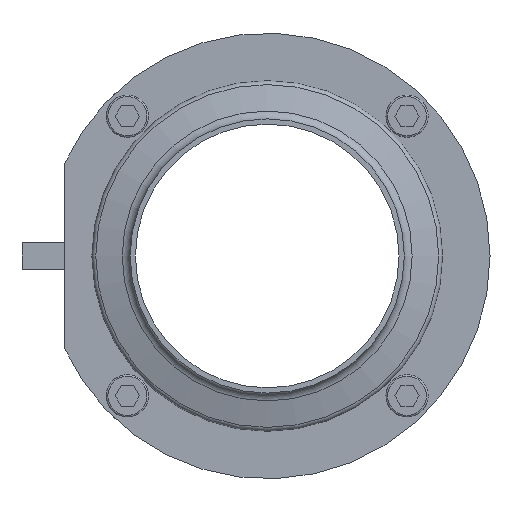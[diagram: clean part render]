
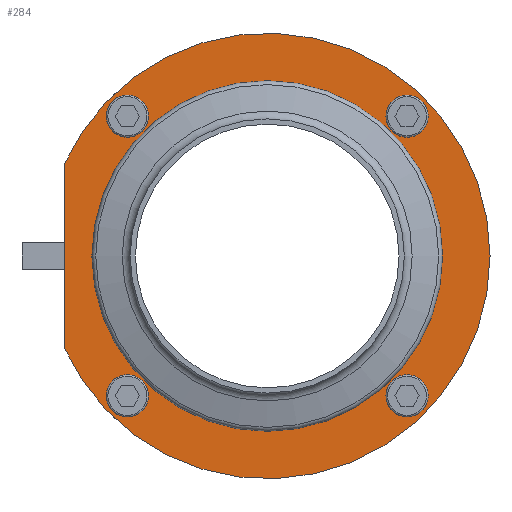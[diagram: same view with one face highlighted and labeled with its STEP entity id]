
A CAD part, left-side view. The second image highlights one B-rep face of the part: STEP entity #284.
In plain terms, the highlighted face is planar.
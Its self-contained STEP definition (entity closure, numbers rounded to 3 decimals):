
#284 = ADVANCED_FACE( '', ( #576, #577, #578, #579, #580, #581 ), #582, .T. );
#576 = FACE_BOUND( '', #986, .T. );
#577 = FACE_BOUND( '', #987, .T. );
#578 = FACE_BOUND( '', #988, .T. );
#579 = FACE_BOUND( '', #989, .T. );
#580 = FACE_BOUND( '', #990, .T. );
#581 = FACE_OUTER_BOUND( '', #991, .T. );
#582 = PLANE( '', #992 );
#986 = EDGE_LOOP( '', ( #1683 ) );
#987 = EDGE_LOOP( '', ( #1684 ) );
#988 = EDGE_LOOP( '', ( #1685 ) );
#989 = EDGE_LOOP( '', ( #1686 ) );
#990 = EDGE_LOOP( '', ( #1687 ) );
#991 = EDGE_LOOP( '', ( #1688, #1689 ) );
#992 = AXIS2_PLACEMENT_3D( '', #1690, #1691, #1692 );
#1683 = ORIENTED_EDGE( '', *, *, #2316, .F. );
#1684 = ORIENTED_EDGE( '', *, *, #2328, .F. );
#1685 = ORIENTED_EDGE( '', *, *, #2340, .F. );
#1686 = ORIENTED_EDGE( '', *, *, #2352, .F. );
#1687 = ORIENTED_EDGE( '', *, *, #2366, .T. );
#1688 = ORIENTED_EDGE( '', *, *, #2367, .T. );
#1689 = ORIENTED_EDGE( '', *, *, #2368, .T. );
#1690 = CARTESIAN_POINT( '', ( 15., 0., 0. ) );
#1691 = DIRECTION( '', ( 1., 0., 0. ) );
#1692 = DIRECTION( '', ( 0., 0., -1. ) );
#2316 = EDGE_CURVE( '', #2676, #2676, #2677, .T. );
#2328 = EDGE_CURVE( '', #2700, #2700, #2701, .T. );
#2340 = EDGE_CURVE( '', #2724, #2724, #2725, .T. );
#2352 = EDGE_CURVE( '', #2748, #2748, #2749, .T. );
#2366 = EDGE_CURVE( '', #2776, #2776, #2777, .F. );
#2367 = EDGE_CURVE( '', #2778, #2779, #2780, .T. );
#2368 = EDGE_CURVE( '', #2779, #2778, #2781, .T. );
#2676 = VERTEX_POINT( '', #3687 );
#2677 = CIRCLE( '', #3688, 8. );
#2700 = VERTEX_POINT( '', #3717 );
#2701 = CIRCLE( '', #3718, 8. );
#2724 = VERTEX_POINT( '', #3747 );
#2725 = CIRCLE( '', #3748, 8. );
#2748 = VERTEX_POINT( '', #3777 );
#2749 = CIRCLE( '', #3778, 8. );
#2776 = VERTEX_POINT( '', #3811 );
#2777 = CIRCLE( '', #3812, 66.5 );
#2778 = VERTEX_POINT( '', #3813 );
#2779 = VERTEX_POINT( '', #3814 );
#2780 = LINE( '', #3815, #3816 );
#2781 = CIRCLE( '', #3817, 84.5 );
#3687 = CARTESIAN_POINT( '', ( 15., -53.03, 45.03 ) );
#3688 = AXIS2_PLACEMENT_3D( '', #4205, #4206, #4207 );
#3717 = CARTESIAN_POINT( '', ( 15., -53.03, -61.03 ) );
#3718 = AXIS2_PLACEMENT_3D( '', #4229, #4230, #4231 );
#3747 = CARTESIAN_POINT( '', ( 15., 53.03, -61.03 ) );
#3748 = AXIS2_PLACEMENT_3D( '', #4253, #4254, #4255 );
#3777 = CARTESIAN_POINT( '', ( 15., 53.03, 45.03 ) );
#3778 = AXIS2_PLACEMENT_3D( '', #4277, #4278, #4279 );
#3811 = CARTESIAN_POINT( '', ( 15., 0., -66.5 ) );
#3812 = AXIS2_PLACEMENT_3D( '', #4307, #4308, #4309 );
#3813 = CARTESIAN_POINT( '', ( 15., 77., -34.803 ) );
#3814 = CARTESIAN_POINT( '', ( 15., 77., 34.803 ) );
#3815 = CARTESIAN_POINT( '', ( 15., 77., -34.803 ) );
#3816 = VECTOR( '', #4310, 1000. );
#3817 = AXIS2_PLACEMENT_3D( '', #4311, #4312, #4313 );
#4205 = CARTESIAN_POINT( '', ( 15., -53.03, 53.03 ) );
#4206 = DIRECTION( '', ( 1., 0., 0. ) );
#4207 = DIRECTION( '', ( 0., 0., -1. ) );
#4229 = CARTESIAN_POINT( '', ( 15., -53.03, -53.03 ) );
#4230 = DIRECTION( '', ( 1., 0., 0. ) );
#4231 = DIRECTION( '', ( 0., 0., -1. ) );
#4253 = CARTESIAN_POINT( '', ( 15., 53.03, -53.03 ) );
#4254 = DIRECTION( '', ( 1., 0., 0. ) );
#4255 = DIRECTION( '', ( 0., 0., -1. ) );
#4277 = CARTESIAN_POINT( '', ( 15., 53.03, 53.03 ) );
#4278 = DIRECTION( '', ( 1., 0., 0. ) );
#4279 = DIRECTION( '', ( 0., 0., -1. ) );
#4307 = CARTESIAN_POINT( '', ( 15., 0., 0. ) );
#4308 = DIRECTION( '', ( 1., 0., 0. ) );
#4309 = DIRECTION( '', ( 0., 0., -1. ) );
#4310 = DIRECTION( '', ( 0., 0., 1. ) );
#4311 = CARTESIAN_POINT( '', ( 15., 0., 0. ) );
#4312 = DIRECTION( '', ( 1., 0., 0. ) );
#4313 = DIRECTION( '', ( 0., 0., -1. ) );
